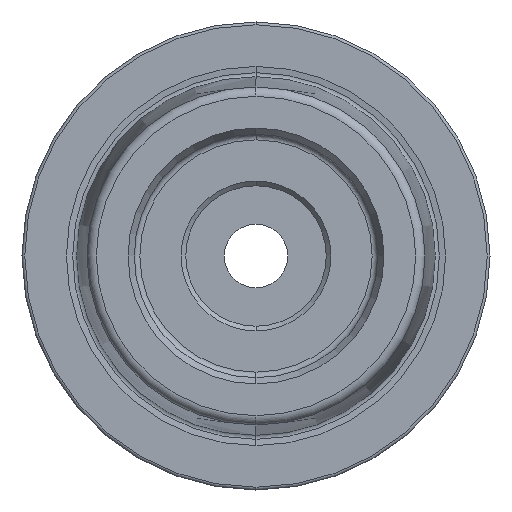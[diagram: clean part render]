
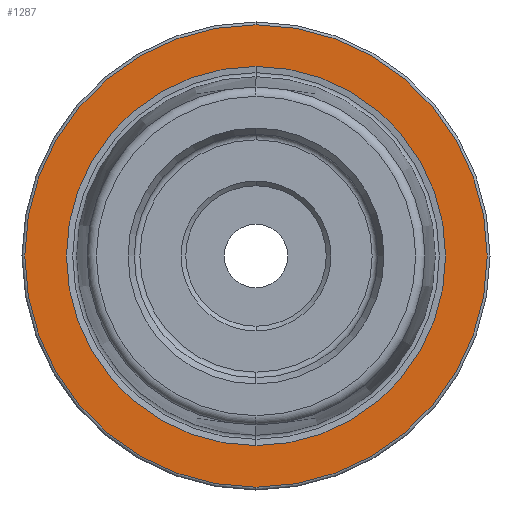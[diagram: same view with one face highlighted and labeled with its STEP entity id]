
A CAD part, left-side view. The second image highlights one B-rep face of the part: STEP entity #1287.
In plain terms, the highlighted planar face has unit normal (-1, 0, 0).
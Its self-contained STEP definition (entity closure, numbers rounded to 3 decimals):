
#22 = CARTESIAN_POINT ( 'NONE',  ( 0., 0., 24.7 ) ) ;
#32 = CIRCLE ( 'NONE', #644, 24.7 ) ;
#308 = ORIENTED_EDGE ( 'NONE', *, *, #993, .F. ) ;
#519 = DIRECTION ( 'NONE',  ( 0., 0., 1. ) ) ;
#644 = AXIS2_PLACEMENT_3D ( 'NONE', #2694, #2381, #519 ) ;
#718 = CIRCLE ( 'NONE', #2998, 20.258 ) ;
#954 = AXIS2_PLACEMENT_3D ( 'NONE', #1317, #1222, #1013 ) ;
#993 = EDGE_CURVE ( 'NONE', #1871, #1454, #718, .T. ) ;
#1013 = DIRECTION ( 'NONE',  ( 0., 0., -1. ) ) ;
#1129 = EDGE_CURVE ( 'NONE', #1454, #1871, #1989, .T. ) ;
#1222 = DIRECTION ( 'NONE',  ( 1., 0., 0. ) ) ;
#1231 = AXIS2_PLACEMENT_3D ( 'NONE', #3997, #1475, #3797 ) ;
#1251 = PLANE ( 'NONE',  #954 ) ;
#1286 = AXIS2_PLACEMENT_3D ( 'NONE', #1328, #3219, #1347 ) ;
#1287 = ADVANCED_FACE ( 'NONE', ( #3161, #3259 ), #1251, .F. ) ;
#1317 = CARTESIAN_POINT ( 'NONE',  ( 0., 24.7, 0. ) ) ;
#1328 = CARTESIAN_POINT ( 'NONE',  ( 0., 0., 0. ) ) ;
#1347 = DIRECTION ( 'NONE',  ( 0., 0., 1. ) ) ;
#1388 = CARTESIAN_POINT ( 'NONE',  ( 0., 0., -20.258 ) ) ;
#1404 = EDGE_LOOP ( 'NONE', ( #2857, #308 ) ) ;
#1454 = VERTEX_POINT ( 'NONE', #2157 ) ;
#1475 = DIRECTION ( 'NONE',  ( -1., 0., 0. ) ) ;
#1534 = EDGE_CURVE ( 'NONE', #2617, #1558, #2474, .T. ) ;
#1558 = VERTEX_POINT ( 'NONE', #2176 ) ;
#1871 = VERTEX_POINT ( 'NONE', #1388 ) ;
#1989 = CIRCLE ( 'NONE', #1231, 20.258 ) ;
#2157 = CARTESIAN_POINT ( 'NONE',  ( 0., 0., 20.258 ) ) ;
#2176 = CARTESIAN_POINT ( 'NONE',  ( 0., 0., -24.7 ) ) ;
#2305 = EDGE_CURVE ( 'NONE', #1558, #2617, #32, .T. ) ;
#2381 = DIRECTION ( 'NONE',  ( -1., 0., 0. ) ) ;
#2474 = CIRCLE ( 'NONE', #1286, 24.7 ) ;
#2617 = VERTEX_POINT ( 'NONE', #22 ) ;
#2694 = CARTESIAN_POINT ( 'NONE',  ( 0., 0., 0. ) ) ;
#2857 = ORIENTED_EDGE ( 'NONE', *, *, #1129, .F. ) ;
#2998 = AXIS2_PLACEMENT_3D ( 'NONE', #3496, #3375, #3175 ) ;
#3161 = FACE_BOUND ( 'NONE', #1404, .T. ) ;
#3175 = DIRECTION ( 'NONE',  ( 0., 0., 1. ) ) ;
#3219 = DIRECTION ( 'NONE',  ( -1., 0., 0. ) ) ;
#3259 = FACE_OUTER_BOUND ( 'NONE', #3434, .T. ) ;
#3375 = DIRECTION ( 'NONE',  ( -1., 0., 0. ) ) ;
#3434 = EDGE_LOOP ( 'NONE', ( #4007, #3490 ) ) ;
#3490 = ORIENTED_EDGE ( 'NONE', *, *, #2305, .T. ) ;
#3496 = CARTESIAN_POINT ( 'NONE',  ( 0., 0., 0. ) ) ;
#3797 = DIRECTION ( 'NONE',  ( 0., 0., 1. ) ) ;
#3997 = CARTESIAN_POINT ( 'NONE',  ( 0., 0., 0. ) ) ;
#4007 = ORIENTED_EDGE ( 'NONE', *, *, #1534, .T. ) ;
